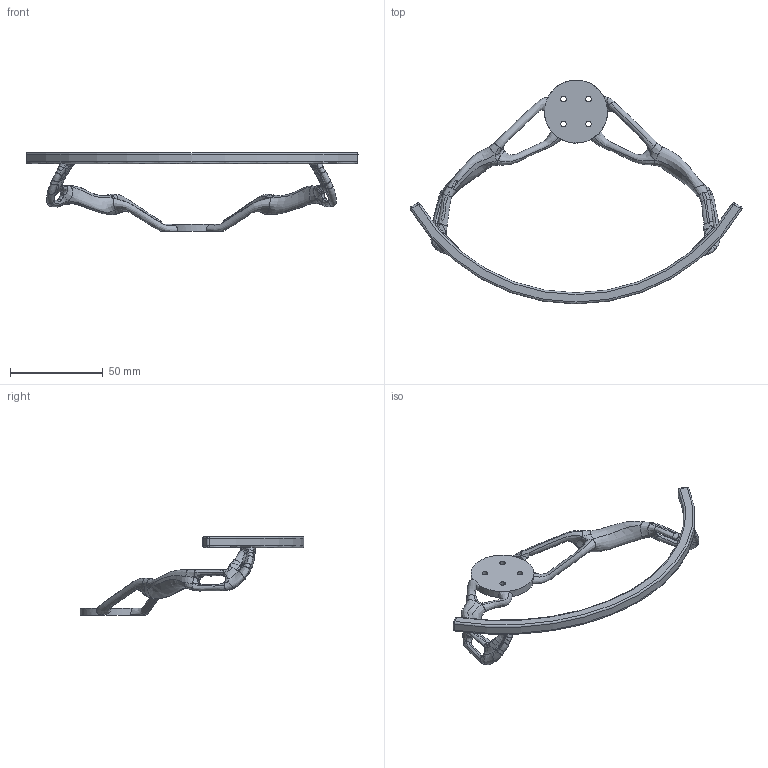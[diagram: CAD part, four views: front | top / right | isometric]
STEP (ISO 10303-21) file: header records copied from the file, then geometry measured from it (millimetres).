
FILE_DESCRIPTION(/* description */ (''),/* implementation_level */ '2;1');
FILE_NAME(/* name */ 'R7040_GD_0525_Result_001.step',/* time_stamp */ '2024-05-26T14:43:52+08:00',/* author */ (''),/* organization */ (''),/* preprocessor_version */ 'ST-DEVELOPER v20',/* originating_system */ 'Autodesk Translation Framework v12.20.1.177',/* authorisation */ '');
FILE_SCHEMA (('AUTOMOTIVE_DESIGN { 1 0 10303 214 3 1 1 }'));
Products named in the file (1): 结果 1 - 31
Bounding box: 179.1 x 120.84 x 42.57 mm (x, y, z)
Volume: 20499.5 mm3; surface area: 13647.1 mm2
Topology: 1 solids, 1 shells, 188 faces, 450 edges, 255 vertices
Faces by surface type: bspline 140, cylinder 19, plane 15, sphere 8, torus 6
Full cylindrical faces by diameter (mm): 3 x4, 34 x1
Entity records: 34768 total; most frequent: CARTESIAN_POINT 31547, ORIENTED_EDGE 900, EDGE_CURVE 450, B_SPLINE_CURVE_WITH_KNOTS 375, VERTEX_POINT 255, DIRECTION 227, EDGE_LOOP 201, FACE_OUTER_BOUND 188
